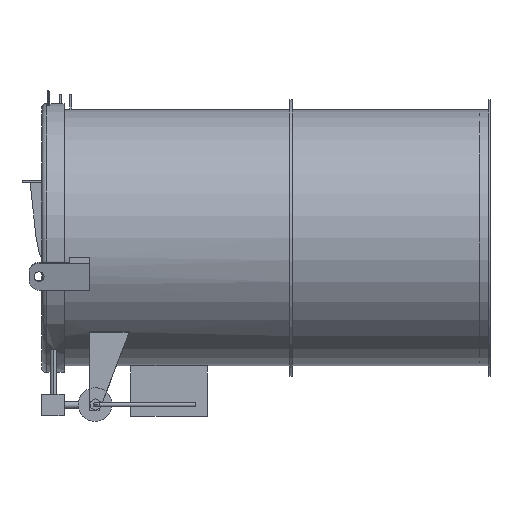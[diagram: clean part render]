
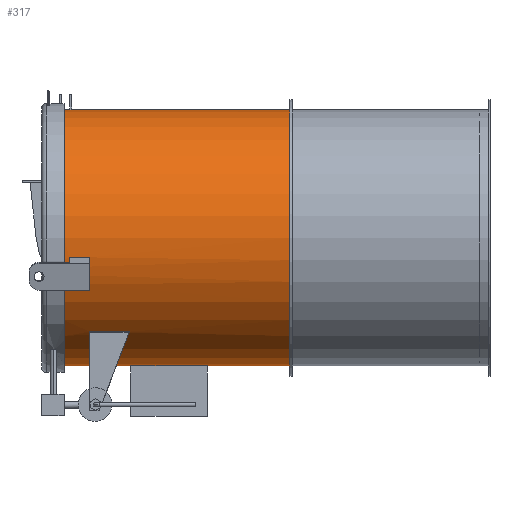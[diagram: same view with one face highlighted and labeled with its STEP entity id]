
A CAD part, left-side view. The second image highlights one B-rep face of the part: STEP entity #317.
In plain terms, the highlighted cylindrical face has radius 638 mm (diameter 1276 mm), a partial arc.
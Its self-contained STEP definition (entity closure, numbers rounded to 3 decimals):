
#2 = VECTOR ( 'NONE', #7129, 1000. ) ;
#130 = EDGE_LOOP ( 'NONE', ( #5652, #443, #4554, #1948, #2219 ) ) ;
#139 = CARTESIAN_POINT ( 'NONE',  ( 0., 2145., 0. ) ) ;
#155 = CARTESIAN_POINT ( 'NONE',  ( -25., 2082.215, 637.51 ) ) ;
#160 = CIRCLE ( 'NONE', #2012, 638. ) ;
#205 = VERTEX_POINT ( 'NONE', #9478 ) ;
#221 = DIRECTION ( 'NONE',  ( 0., 1., 0. ) ) ;
#317 = ADVANCED_FACE ( 'NONE', ( #9629, #10423, #4732 ), #4983, .T. ) ;
#356 = EDGE_CURVE ( 'NONE', #10031, #4641, #2243, .T. ) ;
#418 = DIRECTION ( 'NONE',  ( 0., -1., 0. ) ) ;
#424 = LINE ( 'NONE', #8308, #1604 ) ;
#443 = ORIENTED_EDGE ( 'NONE', *, *, #615, .T. ) ;
#470 = LINE ( 'NONE', #8042, #6646 ) ;
#615 = EDGE_CURVE ( 'NONE', #7946, #10031, #7243, .T. ) ;
#860 = EDGE_CURVE ( 'NONE', #3167, #7230, #10405, .T. ) ;
#1103 = EDGE_CURVE ( 'NONE', #1121, #3167, #5889, .T. ) ;
#1121 = VERTEX_POINT ( 'NONE', #5565 ) ;
#1124 = DIRECTION ( 'NONE',  ( 0., 0., -1. ) ) ;
#1266 = DIRECTION ( 'NONE',  ( 0., -1., 0. ) ) ;
#1273 = CARTESIAN_POINT ( 'NONE',  ( 0., 2095., 0. ) ) ;
#1410 = CARTESIAN_POINT ( 'NONE',  ( 0., 2120., 638. ) ) ;
#1604 = VECTOR ( 'NONE', #4976, 1000. ) ;
#1651 = CIRCLE ( 'NONE', #8085, 638. ) ;
#1672 = DIRECTION ( 'NONE',  ( 0., -1., 0. ) ) ;
#1830 = VERTEX_POINT ( 'NONE', #2203 ) ;
#1921 = CIRCLE ( 'NONE', #5267, 638. ) ;
#1948 = ORIENTED_EDGE ( 'NONE', *, *, #3682, .T. ) ;
#2003 = DIRECTION ( 'NONE',  ( 0., 0., 1. ) ) ;
#2012 = AXIS2_PLACEMENT_3D ( 'NONE', #8797, #2075, #7963 ) ;
#2075 = DIRECTION ( 'NONE',  ( 0., 1., 0. ) ) ;
#2112 = VERTEX_POINT ( 'NONE', #2436 ) ;
#2163 = DIRECTION ( 'NONE',  ( 0., -1., 0. ) ) ;
#2175 = VECTOR ( 'NONE', #6481, 1000. ) ;
#2203 = CARTESIAN_POINT ( 'NONE',  ( -435., 1794., -466.711 ) ) ;
#2219 = ORIENTED_EDGE ( 'NONE', *, *, #10757, .T. ) ;
#2243 = LINE ( 'NONE', #9595, #2 ) ;
#2272 = CARTESIAN_POINT ( 'NONE',  ( 0., 2120., -638. ) ) ;
#2304 = CARTESIAN_POINT ( 'NONE',  ( -594.317, 2145., -232.016 ) ) ;
#2436 = CARTESIAN_POINT ( 'NONE',  ( -630.614, 1995., -96.801 ) ) ;
#2570 = CARTESIAN_POINT ( 'NONE',  ( -429., 1794., -472.232 ) ) ;
#2607 = VERTEX_POINT ( 'NONE', #7041 ) ;
#3088 = VERTEX_POINT ( 'NONE', #9872 ) ;
#3167 = VERTEX_POINT ( 'NONE', #9130 ) ;
#3223 = EDGE_CURVE ( 'NONE', #5113, #4961, #424, .T. ) ;
#3360 = VERTEX_POINT ( 'NONE', #2272 ) ;
#3378 = ORIENTED_EDGE ( 'NONE', *, *, #4334, .F. ) ;
#3579 = DIRECTION ( 'NONE',  ( 0., 0., 1. ) ) ;
#3682 = EDGE_CURVE ( 'NONE', #4641, #2607, #160, .T. ) ;
#3727 = AXIS2_PLACEMENT_3D ( 'NONE', #1273, #4527, #7161 ) ;
#3776 = CIRCLE ( 'NONE', #3727, 638. ) ;
#3844 = EDGE_CURVE ( 'NONE', #3360, #3862, #4485, .T. ) ;
#3862 = VERTEX_POINT ( 'NONE', #1410 ) ;
#3891 = VECTOR ( 'NONE', #10107, 1000. ) ;
#3914 = DIRECTION ( 'NONE',  ( 0., 0., 1. ) ) ;
#4334 = EDGE_CURVE ( 'NONE', #3088, #205, #5514, .T. ) ;
#4383 = DIRECTION ( 'NONE',  ( 0., -1., 0. ) ) ;
#4419 = CARTESIAN_POINT ( 'NONE',  ( 0., 1794., 0. ) ) ;
#4485 = CIRCLE ( 'NONE', #9069, 638. ) ;
#4527 = DIRECTION ( 'NONE',  ( 0., -1., 0. ) ) ;
#4554 = ORIENTED_EDGE ( 'NONE', *, *, #356, .T. ) ;
#4641 = VERTEX_POINT ( 'NONE', #9488 ) ;
#4659 = CARTESIAN_POINT ( 'NONE',  ( 0., 2092.215, 0. ) ) ;
#4680 = ORIENTED_EDGE ( 'NONE', *, *, #5965, .F. ) ;
#4730 = DIRECTION ( 'NONE',  ( 0., 0., 1. ) ) ;
#4732 = FACE_BOUND ( 'NONE', #5592, .T. ) ;
#4842 = ORIENTED_EDGE ( 'NONE', *, *, #9567, .F. ) ;
#4953 = CARTESIAN_POINT ( 'NONE',  ( -429., 1796.119, -472.232 ) ) ;
#4961 = VERTEX_POINT ( 'NONE', #10713 ) ;
#4976 = DIRECTION ( 'NONE',  ( 0., -1., 0. ) ) ;
#4983 = CYLINDRICAL_SURFACE ( 'NONE', #9385, 638. ) ;
#5078 = LINE ( 'NONE', #10181, #3891 ) ;
#5113 = VERTEX_POINT ( 'NONE', #6084 ) ;
#5267 = AXIS2_PLACEMENT_3D ( 'NONE', #6201, #6164, #8787 ) ;
#5337 = ORIENTED_EDGE ( 'NONE', *, *, #9677, .T. ) ;
#5354 = AXIS2_PLACEMENT_3D ( 'NONE', #8604, #221, #3579 ) ;
#5368 = DIRECTION ( 'NONE',  ( 0., -1., 0. ) ) ;
#5498 = ORIENTED_EDGE ( 'NONE', *, *, #5698, .F. ) ;
#5514 = LINE ( 'NONE', #2304, #9221 ) ;
#5558 = DIRECTION ( 'NONE',  ( 0., -1., 0. ) ) ;
#5565 = CARTESIAN_POINT ( 'NONE',  ( 0., 2092.215, 638. ) ) ;
#5592 = EDGE_LOOP ( 'NONE', ( #4842, #3378, #10383, #4680 ) ) ;
#5652 = ORIENTED_EDGE ( 'NONE', *, *, #10689, .T. ) ;
#5698 = EDGE_CURVE ( 'NONE', #7230, #5113, #1921, .T. ) ;
#5711 = AXIS2_PLACEMENT_3D ( 'NONE', #9532, #10461, #9678 ) ;
#5775 = VECTOR ( 'NONE', #10159, 1000. ) ;
#5778 = CARTESIAN_POINT ( 'NONE',  ( 0., 2145., 638. ) ) ;
#5889 = CIRCLE ( 'NONE', #6135, 638. ) ;
#5893 = EDGE_LOOP ( 'NONE', ( #7819, #6746, #6104, #5337, #10392, #5498, #6149, #6376 ) ) ;
#5965 = EDGE_CURVE ( 'NONE', #2112, #8226, #5976, .T. ) ;
#5976 = LINE ( 'NONE', #8996, #2175 ) ;
#6084 = CARTESIAN_POINT ( 'NONE',  ( 0., 2082.215, 638. ) ) ;
#6104 = ORIENTED_EDGE ( 'NONE', *, *, #9866, .T. ) ;
#6135 = AXIS2_PLACEMENT_3D ( 'NONE', #4659, #1266, #4730 ) ;
#6149 = ORIENTED_EDGE ( 'NONE', *, *, #860, .F. ) ;
#6164 = DIRECTION ( 'NONE',  ( 0., 1., 0. ) ) ;
#6201 = CARTESIAN_POINT ( 'NONE',  ( 0., 2082.215, 0. ) ) ;
#6376 = ORIENTED_EDGE ( 'NONE', *, *, #1103, .F. ) ;
#6388 = EDGE_CURVE ( 'NONE', #3862, #1121, #6499, .T. ) ;
#6481 = DIRECTION ( 'NONE',  ( 0., 1., 0. ) ) ;
#6499 = LINE ( 'NONE', #5778, #10061 ) ;
#6646 = VECTOR ( 'NONE', #418, 1000. ) ;
#6746 = ORIENTED_EDGE ( 'NONE', *, *, #3844, .F. ) ;
#7041 = CARTESIAN_POINT ( 'NONE',  ( -435., 1994., -466.711 ) ) ;
#7129 = DIRECTION ( 'NONE',  ( 0., 1., 0. ) ) ;
#7161 = DIRECTION ( 'NONE',  ( 0., 0., 1. ) ) ;
#7191 = CARTESIAN_POINT ( 'NONE',  ( -630.614, 2095., -96.801 ) ) ;
#7223 = CARTESIAN_POINT ( 'NONE',  ( 0., 995., -638. ) ) ;
#7230 = VERTEX_POINT ( 'NONE', #155 ) ;
#7243 = LINE ( 'NONE', #9238, #5775 ) ;
#7289 = DIRECTION ( 'NONE',  ( 0., 1., 0. ) ) ;
#7819 = ORIENTED_EDGE ( 'NONE', *, *, #6388, .F. ) ;
#7878 = CIRCLE ( 'NONE', #5354, 638. ) ;
#7946 = VERTEX_POINT ( 'NONE', #2570 ) ;
#7963 = DIRECTION ( 'NONE',  ( 0., 0., -1. ) ) ;
#8012 = CARTESIAN_POINT ( 'NONE',  ( -25., 2145., 637.51 ) ) ;
#8042 = CARTESIAN_POINT ( 'NONE',  ( -435., 2145., -466.711 ) ) ;
#8085 = AXIS2_PLACEMENT_3D ( 'NONE', #4419, #5368, #2003 ) ;
#8150 = VERTEX_POINT ( 'NONE', #7223 ) ;
#8226 = VERTEX_POINT ( 'NONE', #7191 ) ;
#8308 = CARTESIAN_POINT ( 'NONE',  ( 0., 2145., 638. ) ) ;
#8516 = CIRCLE ( 'NONE', #5711, 638. ) ;
#8604 = CARTESIAN_POINT ( 'NONE',  ( 0., 995., 0. ) ) ;
#8787 = DIRECTION ( 'NONE',  ( 0., 0., -1. ) ) ;
#8797 = CARTESIAN_POINT ( 'NONE',  ( 0., 1994., 0. ) ) ;
#8880 = EDGE_CURVE ( 'NONE', #8226, #3088, #3776, .T. ) ;
#8996 = CARTESIAN_POINT ( 'NONE',  ( -630.614, 2145., -96.801 ) ) ;
#9051 = CARTESIAN_POINT ( 'NONE',  ( 0., 2120., 0. ) ) ;
#9069 = AXIS2_PLACEMENT_3D ( 'NONE', #9051, #7289, #3914 ) ;
#9130 = CARTESIAN_POINT ( 'NONE',  ( -25., 2092.215, 637.51 ) ) ;
#9221 = VECTOR ( 'NONE', #5558, 1000. ) ;
#9238 = CARTESIAN_POINT ( 'NONE',  ( -429., 2145., -472.232 ) ) ;
#9385 = AXIS2_PLACEMENT_3D ( 'NONE', #139, #4383, #1124 ) ;
#9478 = CARTESIAN_POINT ( 'NONE',  ( -594.317, 1995., -232.016 ) ) ;
#9488 = CARTESIAN_POINT ( 'NONE',  ( -429., 1994., -472.232 ) ) ;
#9532 = CARTESIAN_POINT ( 'NONE',  ( 0., 1995., 0. ) ) ;
#9567 = EDGE_CURVE ( 'NONE', #205, #2112, #8516, .T. ) ;
#9595 = CARTESIAN_POINT ( 'NONE',  ( -429., 2145., -472.232 ) ) ;
#9629 = FACE_OUTER_BOUND ( 'NONE', #5893, .T. ) ;
#9677 = EDGE_CURVE ( 'NONE', #8150, #4961, #7878, .T. ) ;
#9678 = DIRECTION ( 'NONE',  ( 0., 0., -1. ) ) ;
#9866 = EDGE_CURVE ( 'NONE', #3360, #8150, #5078, .T. ) ;
#9872 = CARTESIAN_POINT ( 'NONE',  ( -594.317, 2095., -232.016 ) ) ;
#10031 = VERTEX_POINT ( 'NONE', #4953 ) ;
#10061 = VECTOR ( 'NONE', #1672, 1000. ) ;
#10107 = DIRECTION ( 'NONE',  ( 0., -1., 0. ) ) ;
#10159 = DIRECTION ( 'NONE',  ( 0., 1., 0. ) ) ;
#10181 = CARTESIAN_POINT ( 'NONE',  ( 0., 2145., -638. ) ) ;
#10273 = VECTOR ( 'NONE', #2163, 1000. ) ;
#10383 = ORIENTED_EDGE ( 'NONE', *, *, #8880, .F. ) ;
#10392 = ORIENTED_EDGE ( 'NONE', *, *, #3223, .F. ) ;
#10405 = LINE ( 'NONE', #8012, #10273 ) ;
#10423 = FACE_BOUND ( 'NONE', #130, .T. ) ;
#10461 = DIRECTION ( 'NONE',  ( 0., 1., 0. ) ) ;
#10689 = EDGE_CURVE ( 'NONE', #1830, #7946, #1651, .T. ) ;
#10713 = CARTESIAN_POINT ( 'NONE',  ( 0., 995., 638. ) ) ;
#10757 = EDGE_CURVE ( 'NONE', #2607, #1830, #470, .T. ) ;
